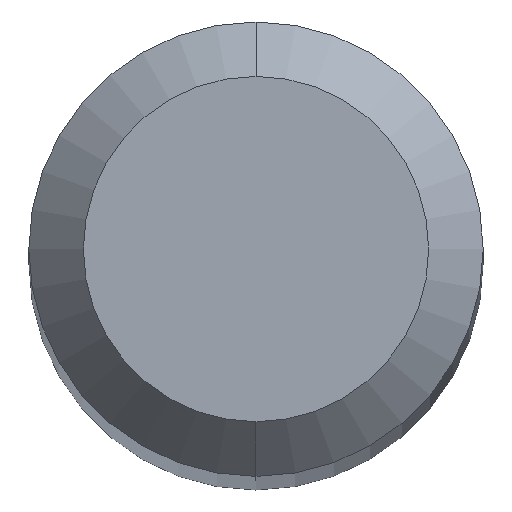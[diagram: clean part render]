
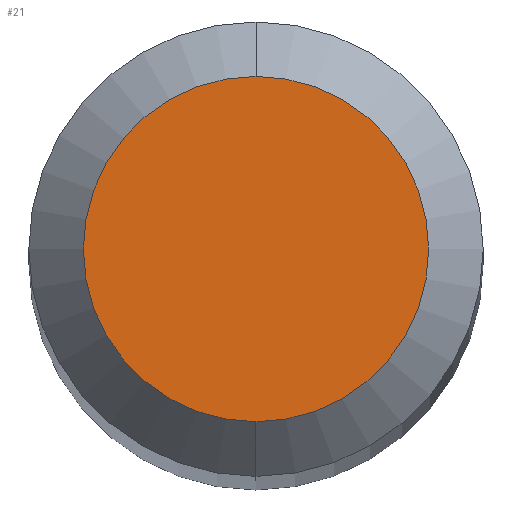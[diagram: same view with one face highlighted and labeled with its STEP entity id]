
A CAD part, top view. The second image highlights one B-rep face of the part: STEP entity #21.
In plain terms, the highlighted planar face has unit normal (0, 0, 1).
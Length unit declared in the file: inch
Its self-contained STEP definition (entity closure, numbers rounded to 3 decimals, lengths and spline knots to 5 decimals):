
#10 = VERTEX_POINT ( 'NONE', #261 ) ;
#15 = AXIS2_PLACEMENT_3D ( 'NONE', #430, #225, #44 ) ;
#21 = ADVANCED_FACE ( 'NONE', ( #132 ), #179, .F. ) ;
#44 = DIRECTION ( 'NONE',  ( 0., 1., 0. ) ) ;
#63 = CARTESIAN_POINT ( 'NONE',  ( 0., 0., 0. ) ) ;
#64 = DIRECTION ( 'NONE',  ( 0., -1., 0. ) ) ;
#98 = CIRCLE ( 'NONE', #471, 0.0475 ) ;
#132 = FACE_OUTER_BOUND ( 'NONE', #206, .T. ) ;
#154 = DIRECTION ( 'NONE',  ( 0., -1., 0. ) ) ;
#179 = PLANE ( 'NONE',  #15 ) ;
#206 = EDGE_LOOP ( 'NONE', ( #367, #265 ) ) ;
#225 = DIRECTION ( 'NONE',  ( 0., 0., -1. ) ) ;
#231 = CIRCLE ( 'NONE', #362, 0.0475 ) ;
#261 = CARTESIAN_POINT ( 'NONE',  ( 0., -0.0475, 0. ) ) ;
#265 = ORIENTED_EDGE ( 'NONE', *, *, #485, .T. ) ;
#324 = CARTESIAN_POINT ( 'NONE',  ( 0., 0.0475, 0. ) ) ;
#362 = AXIS2_PLACEMENT_3D ( 'NONE', #63, #472, #154 ) ;
#367 = ORIENTED_EDGE ( 'NONE', *, *, #388, .T. ) ;
#388 = EDGE_CURVE ( 'NONE', #408, #10, #98, .T. ) ;
#408 = VERTEX_POINT ( 'NONE', #324 ) ;
#430 = CARTESIAN_POINT ( 'NONE',  ( 0., 0.0475, 0. ) ) ;
#453 = DIRECTION ( 'NONE',  ( 0., 0., 1. ) ) ;
#471 = AXIS2_PLACEMENT_3D ( 'NONE', #508, #453, #64 ) ;
#472 = DIRECTION ( 'NONE',  ( 0., 0., 1. ) ) ;
#485 = EDGE_CURVE ( 'NONE', #10, #408, #231, .T. ) ;
#508 = CARTESIAN_POINT ( 'NONE',  ( 0., 0., 0. ) ) ;
